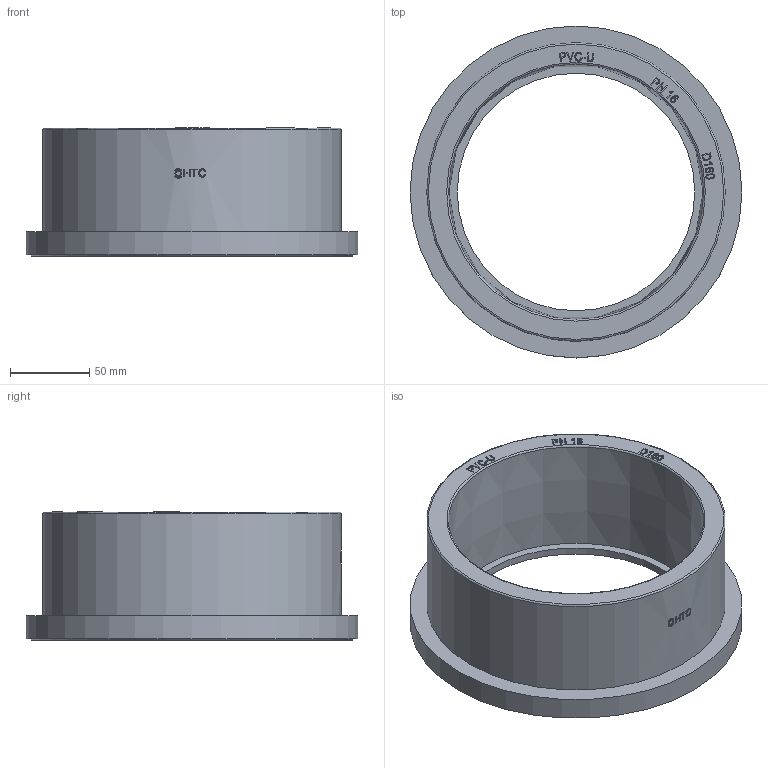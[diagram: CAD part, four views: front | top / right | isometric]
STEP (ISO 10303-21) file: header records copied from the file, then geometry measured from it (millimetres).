
FILE_DESCRIPTION(/* description */ (''),/* implementation_level */ '2;1');
FILE_NAME(/* name */ '法兰内套160.stp',/* time_stamp */ '2025-01-13T08:18:19+08:00',/* author */ (''),/* organization */ (''),/* preprocessor_version */ 'ST-DEVELOPER v16',/* originating_system */ 'SIEMENS PLM Software NX 10.0',/* authorisation */ '');
FILE_SCHEMA (('AUTOMOTIVE_DESIGN { 1 0 10303 214 3 1 1 1 }'));
Length unit declared in the file: millimetre
Products named in the file (1): gelv10BC33B2036l
Bounding box: 209.1 x 209.1 x 80.95 mm (x, y, z)
Volume: 713043.9 mm3; surface area: 122846.2 mm2
Topology: 1 solids, 1 shells, 235 faces, 591 edges, 394 vertices
Faces by surface type: plane 101, extrusion 99, bspline 14, cylinder 10, cone 9, torus 2
Full cylindrical faces by diameter (mm): 149.6 x1, 188 x1, 209.1 x1
Entity records: 9290 total; most frequent: CARTESIAN_POINT 4316, ORIENTED_EDGE 1146, DIRECTION 650, EDGE_CURVE 573, B_SPLINE_CURVE_WITH_KNOTS 419, VERTEX_POINT 392, EDGE_LOOP 289, VECTOR 288
